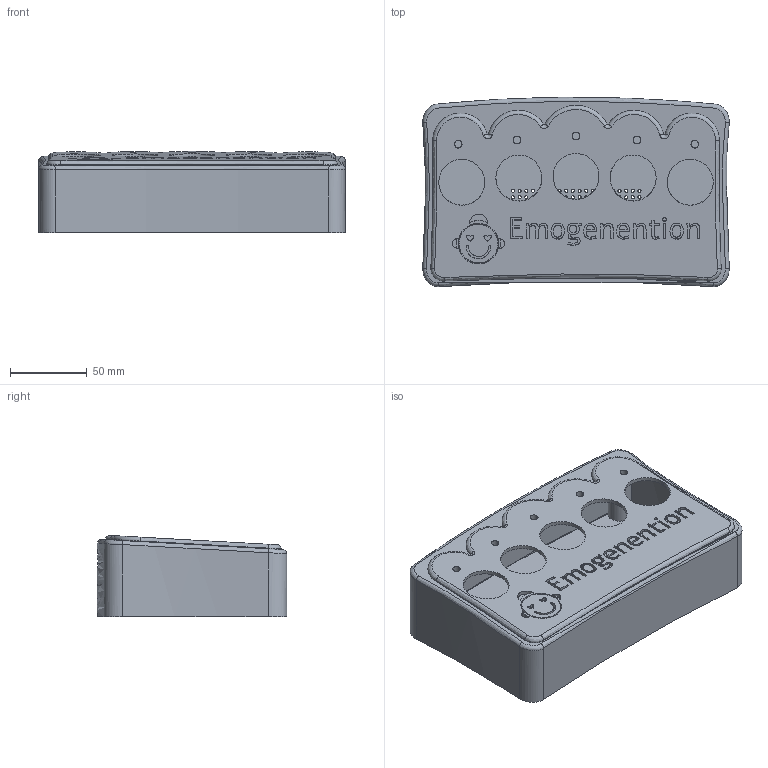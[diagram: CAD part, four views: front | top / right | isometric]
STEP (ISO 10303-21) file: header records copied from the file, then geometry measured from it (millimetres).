
FILE_DESCRIPTION(/* description */ (''),/* implementation_level */ '2;1');
FILE_NAME(/* name */ 'box',/* time_stamp */ '2017-12-20T21:47:56+02:00',/* author */ (''),/* organization */ (''),/* preprocessor_version */ 'ST-DEVELOPER v15',/* originating_system */ '',/* authorisation */ '');
FILE_SCHEMA (('AUTOMOTIVE_DESIGN'));
Length unit declared in the file: millimetre
Products named in the file (1): Document
Bounding box: 200 x 123.51 x 52.93 mm (x, y, z)
Volume: 107432.6 mm3; surface area: 142545.4 mm2
Topology: 2 solids, 2 shells, 840 faces, 2377 edges, 1574 vertices
Faces by surface type: bspline 780, plane 60
Entity records: 40415 total; most frequent: CARTESIAN_POINT 26674, ORIENTED_EDGE 4754, EDGE_CURVE 2377, VERTEX_POINT 1574, EDGE_LOOP 1301, B_SPLINE_CURVE_WITH_KNOTS 1069, ADVANCED_FACE 840, FACE_OUTER_BOUND 840
